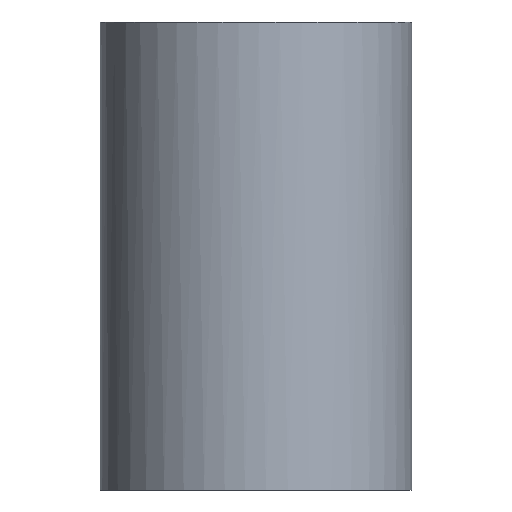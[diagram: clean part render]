
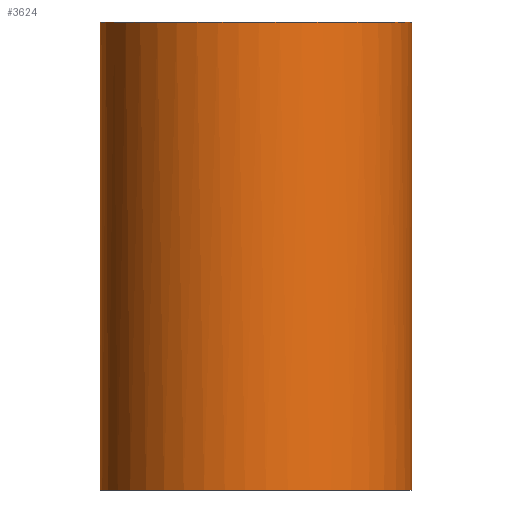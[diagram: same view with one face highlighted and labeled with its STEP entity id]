
A CAD part, front view. The second image highlights one B-rep face of the part: STEP entity #3624.
In plain terms, the highlighted free-form (B-spline) face has degree [2, 1] with [5, 2] control points.
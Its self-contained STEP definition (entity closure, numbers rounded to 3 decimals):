
#3624 = ADVANCED_FACE('',(#3625),#3662,.T.);
#3625 = FACE_BOUND('',#3626,.T.);
#3626 = EDGE_LOOP('',(#3627,#3636,#3646,#3654));
#3627 = ORIENTED_EDGE('',*,*,#3628,.T.);
#3628 = EDGE_CURVE('',#3629,#3631,#3633,.T.);
#3629 = VERTEX_POINT('',#3630);
#3630 = CARTESIAN_POINT('',(9.581,0.,0.));
#3631 = VERTEX_POINT('',#3632);
#3632 = CARTESIAN_POINT('',(9.581,0.,
    28.742));
#3633 = B_SPLINE_CURVE_WITH_KNOTS('',1,(#3634,#3635),.UNSPECIFIED.,.F.,
  .F.,(2,2),(0.,30.),.PIECEWISE_BEZIER_KNOTS.);
#3634 = CARTESIAN_POINT('',(9.581,0.,0.));
#3635 = CARTESIAN_POINT('',(9.581,0.,
    28.742));
#3636 = ORIENTED_EDGE('',*,*,#3637,.F.);
#3637 = EDGE_CURVE('',#3638,#3631,#3640,.T.);
#3638 = VERTEX_POINT('',#3639);
#3639 = CARTESIAN_POINT('',(-9.494,1.284,
    28.742));
#3640 = ( BOUNDED_CURVE() B_SPLINE_CURVE(2,(#3641,#3642,#3643,#3644,
#3645),.UNSPECIFIED.,.F.,.F.) B_SPLINE_CURVE_WITH_KNOTS((3,2,3),(
    3.007,4.645,6.283),
.PIECEWISE_BEZIER_KNOTS.) CURVE() GEOMETRIC_REPRESENTATION_ITEM() 
RATIONAL_B_SPLINE_CURVE((1.,0.683,1.,0.683,1.)) 
REPRESENTATION_ITEM('') );
#3641 = CARTESIAN_POINT('',(-9.494,1.284,
    28.742));
#3642 = CARTESIAN_POINT('',(-10.867,-8.871,
    28.742));
#3643 = CARTESIAN_POINT('',(-0.643,-9.559,
    28.742));
#3644 = CARTESIAN_POINT('',(9.581,-10.247,
    28.742));
#3645 = CARTESIAN_POINT('',(9.581,0.,
    28.742));
#3646 = ORIENTED_EDGE('',*,*,#3647,.F.);
#3647 = EDGE_CURVE('',#3648,#3638,#3650,.T.);
#3648 = VERTEX_POINT('',#3649);
#3649 = CARTESIAN_POINT('',(-9.303,2.287,0.));
#3650 = ( BOUNDED_CURVE() B_SPLINE_CURVE(2,(#3651,#3652,#3653),
.UNSPECIFIED.,.F.,.F.) B_SPLINE_CURVE_WITH_KNOTS((3,3),(4.471,
4.578),.PIECEWISE_BEZIER_KNOTS.) CURVE() 
GEOMETRIC_REPRESENTATION_ITEM() RATIONAL_B_SPLINE_CURVE((1.,
0.999,1.)) REPRESENTATION_ITEM('') );
#3651 = CARTESIAN_POINT('',(-9.303,2.287,
    0.));
#3652 = CARTESIAN_POINT('',(-9.426,1.791,
    14.225));
#3653 = CARTESIAN_POINT('',(-9.494,1.284,
    28.742));
#3654 = ORIENTED_EDGE('',*,*,#3655,.T.);
#3655 = EDGE_CURVE('',#3648,#3629,#3656,.T.);
#3656 = ( BOUNDED_CURVE() B_SPLINE_CURVE(2,(#3657,#3658,#3659,#3660,
#3661),.UNSPECIFIED.,.F.,.F.) B_SPLINE_CURVE_WITH_KNOTS((3,2,3),(
    2.901,4.592,6.283),
.PIECEWISE_BEZIER_KNOTS.) CURVE() GEOMETRIC_REPRESENTATION_ITEM() 
RATIONAL_B_SPLINE_CURVE((1.,0.663,1.,0.663,1.)) 
REPRESENTATION_ITEM('') );
#3657 = CARTESIAN_POINT('',(-9.303,2.287,0.));
#3658 = CARTESIAN_POINT('',(-11.885,-8.211,0.));
#3659 = CARTESIAN_POINT('',(-1.152,-9.511,0.));
#3660 = CARTESIAN_POINT('',(9.581,-10.811,0.));
#3661 = CARTESIAN_POINT('',(9.581,0.,0.));
#3662 = ( BOUNDED_SURFACE() B_SPLINE_SURFACE(2,1,(
    (#3663,#3664)
    ,(#3665,#3666)
    ,(#3667,#3668)
    ,(#3669,#3670)
    ,(#3671,#3672
)),.UNSPECIFIED.,.F.,.F.,.F.) B_SPLINE_SURFACE_WITH_KNOTS((3,2,3),(2,2),
  (2.901,4.592,6.283),(0.,30.)
,.PIECEWISE_BEZIER_KNOTS.) GEOMETRIC_REPRESENTATION_ITEM() 
RATIONAL_B_SPLINE_SURFACE((
    (1.,1.)
    ,(0.663,0.663)
    ,(1.,1.)
    ,(0.663,0.663)
,(1.,1.))) REPRESENTATION_ITEM('') SURFACE() );
#3663 = CARTESIAN_POINT('',(-9.303,2.287,
    0.));
#3664 = CARTESIAN_POINT('',(-9.303,2.287,
    28.742));
#3665 = CARTESIAN_POINT('',(-11.885,-8.211,
    0.));
#3666 = CARTESIAN_POINT('',(-11.885,-8.211,
    28.742));
#3667 = CARTESIAN_POINT('',(-1.152,-9.511,
    0.));
#3668 = CARTESIAN_POINT('',(-1.152,-9.511,
    28.742));
#3669 = CARTESIAN_POINT('',(9.581,-10.811,
    0.));
#3670 = CARTESIAN_POINT('',(9.581,-10.811,
    28.742));
#3671 = CARTESIAN_POINT('',(9.581,0.,
    0.));
#3672 = CARTESIAN_POINT('',(9.581,0.,
    28.742));
